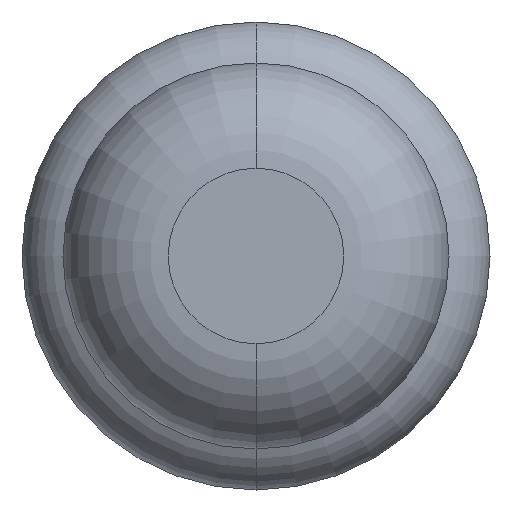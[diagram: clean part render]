
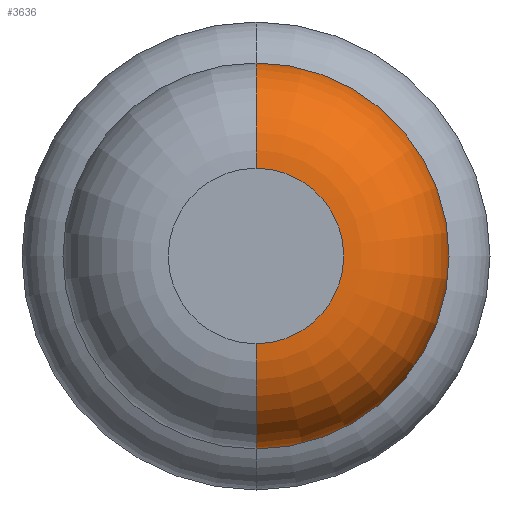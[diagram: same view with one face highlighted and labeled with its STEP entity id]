
A CAD part, front view. The second image highlights one B-rep face of the part: STEP entity #3636.
In plain terms, the highlighted toroidal (fillet/blend) face has major radius 0.375 mm and minor radius 0.45 mm.
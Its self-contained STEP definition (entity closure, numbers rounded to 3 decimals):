
#251 = DIRECTION ( 'NONE',  ( 0., 1., 0. ) ) ;
#371 = ORIENTED_EDGE ( 'NONE', *, *, #635, .F. ) ;
#376 = AXIS2_PLACEMENT_3D ( 'NONE', #3199, #251, #1198 ) ;
#635 = EDGE_CURVE ( 'NONE', #3666, #3910, #4068, .T. ) ;
#1118 = EDGE_CURVE ( 'NONE', #2835, #1529, #1432, .T. ) ;
#1151 = ORIENTED_EDGE ( 'NONE', *, *, #1118, .T. ) ;
#1164 = CARTESIAN_POINT ( 'NONE',  ( 0., -23.55, -0.375 ) ) ;
#1198 = DIRECTION ( 'NONE',  ( 0., 0., 1. ) ) ;
#1422 = DIRECTION ( 'NONE',  ( 0., 0., 1. ) ) ;
#1432 = CIRCLE ( 'NONE', #2082, 0.45 ) ;
#1529 = VERTEX_POINT ( 'NONE', #4230 ) ;
#1617 = TOROIDAL_SURFACE ( 'NONE', #3013, 0.375, 0.45 ) ;
#1799 = ORIENTED_EDGE ( 'NONE', *, *, #4007, .F. ) ;
#1878 = CIRCLE ( 'NONE', #376, 0.825 ) ;
#1985 = CARTESIAN_POINT ( 'NONE',  ( 0., -23.55, 0.825 ) ) ;
#2003 = CIRCLE ( 'NONE', #3354, 0.375 ) ;
#2082 = AXIS2_PLACEMENT_3D ( 'NONE', #1164, #2834, #3490 ) ;
#2134 = CARTESIAN_POINT ( 'NONE',  ( 0., -23.55, 0. ) ) ;
#2138 = AXIS2_PLACEMENT_3D ( 'NONE', #3443, #3730, #2437 ) ;
#2142 = CARTESIAN_POINT ( 'NONE',  ( 0., -24., 0. ) ) ;
#2168 = CARTESIAN_POINT ( 'NONE',  ( 0., -24., 0.375 ) ) ;
#2191 = CARTESIAN_POINT ( 'NONE',  ( 0., -24., -0.375 ) ) ;
#2437 = DIRECTION ( 'NONE',  ( 0., 0., 1. ) ) ;
#2491 = ORIENTED_EDGE ( 'NONE', *, *, #2709, .T. ) ;
#2709 = EDGE_CURVE ( 'Defeature ausgef�hrt1_2+Defeature ausgef�hrt1_1+Defeature ausgef�hrt1_1+Defeature ausgef�hrt1_1', #3666, #2835, #2003, .T. ) ;
#2779 = DIRECTION ( 'NONE',  ( 0., 0., 1. ) ) ;
#2781 = DIRECTION ( 'NONE',  ( 0., 1., 0. ) ) ;
#2834 = DIRECTION ( 'NONE',  ( 1., 0., 0. ) ) ;
#2835 = VERTEX_POINT ( 'NONE', #2191 ) ;
#3013 = AXIS2_PLACEMENT_3D ( 'NONE', #2134, #2781, #1422 ) ;
#3199 = CARTESIAN_POINT ( 'NONE',  ( 0., -23.55, 0. ) ) ;
#3309 = EDGE_LOOP ( 'NONE', ( #2491, #1151, #1799, #371 ) ) ;
#3354 = AXIS2_PLACEMENT_3D ( 'NONE', #2142, #3446, #2779 ) ;
#3443 = CARTESIAN_POINT ( 'NONE',  ( 0., -23.55, 0.375 ) ) ;
#3446 = DIRECTION ( 'NONE',  ( 0., 1., 0. ) ) ;
#3490 = DIRECTION ( 'NONE',  ( 0., 0., -1. ) ) ;
#3585 = FACE_OUTER_BOUND ( 'NONE', #3309, .T. ) ;
#3636 = ADVANCED_FACE ( 'Defeature ausgef�hrt1_2', ( #3585 ), #1617, .T. ) ;
#3666 = VERTEX_POINT ( 'NONE', #2168 ) ;
#3730 = DIRECTION ( 'NONE',  ( -1., 0., 0. ) ) ;
#3910 = VERTEX_POINT ( 'NONE', #1985 ) ;
#4007 = EDGE_CURVE ( 'Defeature ausgef�hrt1_3+Defeature ausgef�hrt1_2+Defeature ausgef�hrt1_2+Defeature ausgef�hrt1_2', #3910, #1529, #1878, .T. ) ;
#4068 = CIRCLE ( 'NONE', #2138, 0.45 ) ;
#4230 = CARTESIAN_POINT ( 'NONE',  ( 0., -23.55, -0.825 ) ) ;
